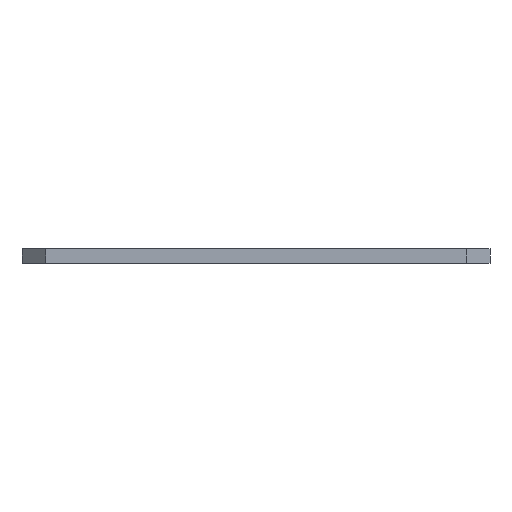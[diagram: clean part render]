
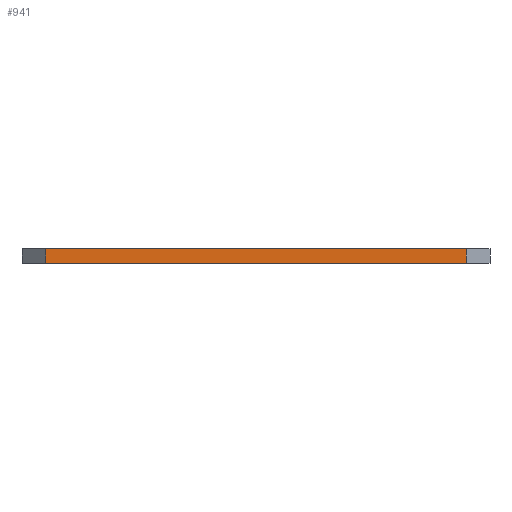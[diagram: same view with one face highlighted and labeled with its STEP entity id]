
A CAD part, front view. The second image highlights one B-rep face of the part: STEP entity #941.
In plain terms, the highlighted planar face has unit normal (0, -1, 0).
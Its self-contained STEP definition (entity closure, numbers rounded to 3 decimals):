
#75 = VERTEX_POINT('',#76);
#76 = CARTESIAN_POINT('',(-44.4,-66.9,0.));
#82 = EDGE_CURVE('',#75,#83,#85,.T.);
#83 = VERTEX_POINT('',#84);
#84 = CARTESIAN_POINT('',(44.4,-66.9,0.));
#85 = LINE('',#86,#87);
#86 = CARTESIAN_POINT('',(-49.4,-66.9,0.));
#87 = VECTOR('',#88,1.);
#88 = DIRECTION('',(1.,0.,0.));
#924 = VERTEX_POINT('',#925);
#925 = CARTESIAN_POINT('',(-44.4,-66.9,3.));
#931 = EDGE_CURVE('',#75,#924,#932,.T.);
#932 = LINE('',#933,#934);
#933 = CARTESIAN_POINT('',(-44.4,-66.9,0.));
#934 = VECTOR('',#935,1.);
#935 = DIRECTION('',(0.,0.,1.));
#941 = ADVANCED_FACE('',(#942),#960,.F.);
#942 = FACE_BOUND('',#943,.F.);
#943 = EDGE_LOOP('',(#944,#945,#946,#954));
#944 = ORIENTED_EDGE('',*,*,#82,.F.);
#945 = ORIENTED_EDGE('',*,*,#931,.T.);
#946 = ORIENTED_EDGE('',*,*,#947,.T.);
#947 = EDGE_CURVE('',#924,#948,#950,.T.);
#948 = VERTEX_POINT('',#949);
#949 = CARTESIAN_POINT('',(44.4,-66.9,3.));
#950 = LINE('',#951,#952);
#951 = CARTESIAN_POINT('',(-49.4,-66.9,3.));
#952 = VECTOR('',#953,1.);
#953 = DIRECTION('',(1.,0.,0.));
#954 = ORIENTED_EDGE('',*,*,#955,.F.);
#955 = EDGE_CURVE('',#83,#948,#956,.T.);
#956 = LINE('',#957,#958);
#957 = CARTESIAN_POINT('',(44.4,-66.9,0.));
#958 = VECTOR('',#959,1.);
#959 = DIRECTION('',(0.,0.,1.));
#960 = PLANE('',#961);
#961 = AXIS2_PLACEMENT_3D('',#962,#963,#964);
#962 = CARTESIAN_POINT('',(-49.4,-66.9,0.));
#963 = DIRECTION('',(0.,1.,0.));
#964 = DIRECTION('',(1.,0.,0.));
